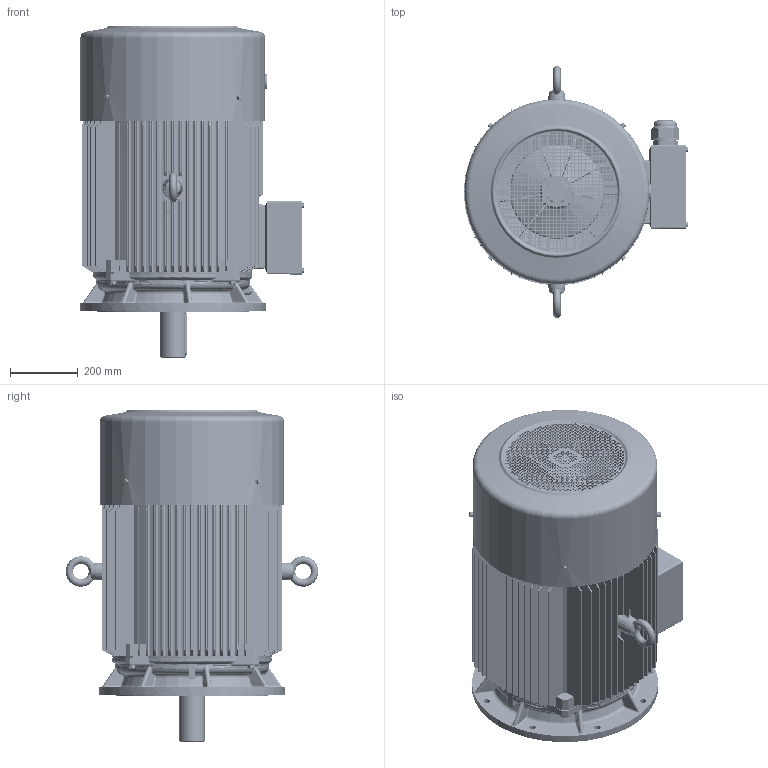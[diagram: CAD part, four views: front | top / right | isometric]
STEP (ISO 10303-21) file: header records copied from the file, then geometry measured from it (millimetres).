
FILE_DESCRIPTION(/* description */ (''),/* implementation_level */ '2;1');
FILE_NAME(/* name */ 'JM1-280S-4.6.8-B5.stp',/* time_stamp */ '2018-12-30T19:16:43+08:00',/* author */ (''),/* organization */ (''),/* preprocessor_version */ 'ST-DEVELOPER v16.7',/* originating_system */ 'SIEMENS PLM Software NX 12.0',/* authorisation */ '');
FILE_SCHEMA (('AP203_CONFIGURATION_CONTROLLED_3D_DESIGN_OF_MECHANICAL_PARTS_AND_ASSEMBLIES_MIM_LF { 1 0 10303 403 2 1 2}'));
Length unit declared in the file: millimetre
Products named in the file (1): JM1-280S-4.6.8-B5
Bounding box: 662.73 x 747 x 981.48 mm (x, y, z)
Volume: 38520252.9 mm3; surface area: 7828195.9 mm2
Topology: 62 solids, 62 shells, 10327 faces, 29444 edges, 19320 vertices
Faces by surface type: plane 4671, cylinder 4462, bspline 486, cone 358, torus 307, sphere 42, extrusion 1
Full cylindrical faces by diameter (mm): 2 x2, 7.188 x4, 8 x8, 8.4 x4, 9 x1, 9.026 x8, 10 x11, 10.863 x8, 11.2 x8, 12 x18, 12.6 x8, 16 x4, 20 x1, 43.312 x2, 51.188 x4, 61.031 x12, 63 x4, 64.969 x12, 67.922 x2, 68 x1, 83.672 x2, 85 x4, 88 x2, 110 x4, 180 x2, 235 x4, 270 x1, 437 x1, 440 x1, 447 x1
Entity records: 392827 total; most frequent: CARTESIAN_POINT 96202, ORIENTED_EDGE 57940, DIRECTION 56170, EDGE_CURVE 28970, AXIS2_PLACEMENT_3D 19703, VERTEX_POINT 19174, VECTOR 16764, LINE 16763
